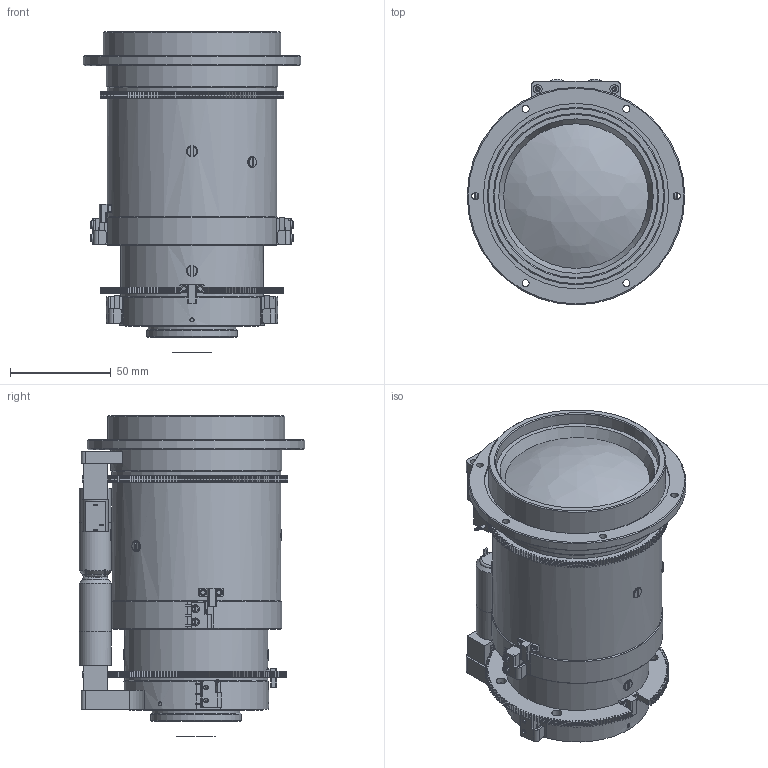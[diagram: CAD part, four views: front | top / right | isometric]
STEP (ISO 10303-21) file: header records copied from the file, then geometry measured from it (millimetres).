
FILE_DESCRIPTION (( 'STEP AP203' ), '1' );
FILE_NAME ('LE-0007-ZM-18-54连续变焦镜头外形图-20210425.STEP', '2023-11-06T08:29:48', ( 'Windows User' ), ( 'P R C' ), 'SwSTEP 2.0', 'SolidWorks 2020', '' );
FILE_SCHEMA (( 'CONFIG_CONTROL_DESIGN' ));
Products named in the file (1): LE-0007-ZM-18-54连续变焦镜头外形图-20210425
Bounding box: 108 x 112.11 x 159.34 mm (x, y, z)
Surface area: 92052.5 mm2 (no closed solid volume)
Topology: 0 solids, 37 shells, 3889 faces, 10919 edges, 7231 vertices
Faces by surface type: cylinder 2111, bspline 917, plane 754, cone 107
Full cylindrical faces by diameter (mm): 0.5 x4, 0.8 x6, 1.6 x18, 2 x16, 2.05 x3, 2.2 x8, 2.4 x18, 3 x6, 3.5 x10, 3.8 x10, 4 x2, 4.3 x16, 5 x5, 6 x4, 8 x2, 10 x4, 12.7 x2, 13 x2, 16 x4, 40 x1, 43.5 x1, 45 x1, 71 x2, 81 x1, 84 x2, 85 x1, 88 x1, 92 x1, 108 x1
Entity records: 214906 total; most frequent: CARTESIAN_POINT 118600, ORIENTED_EDGE 21134, DIRECTION 18772, EDGE_CURVE 10568, AXIS2_PLACEMENT_3D 7250, VERTEX_POINT 7130, EDGE_LOOP 4379, CIRCLE 4277
